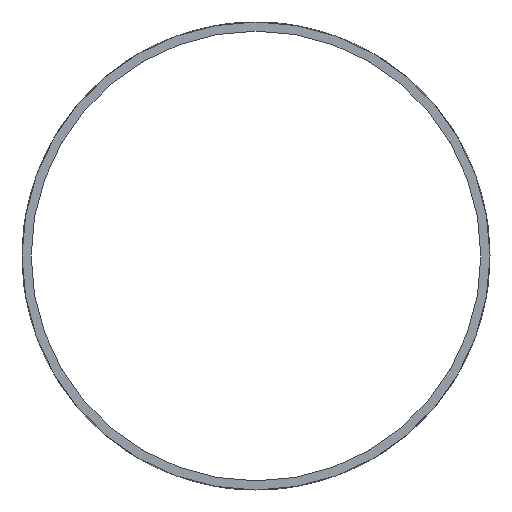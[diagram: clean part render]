
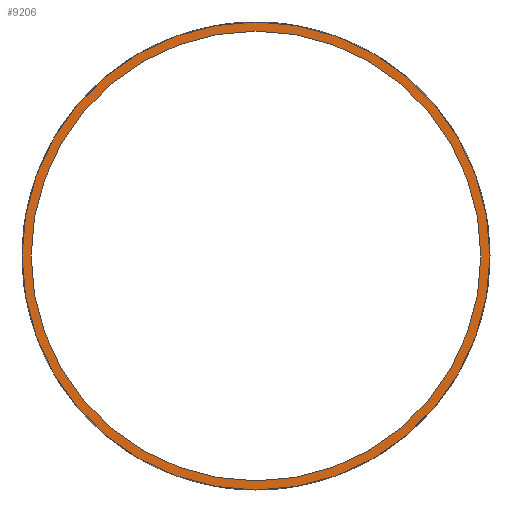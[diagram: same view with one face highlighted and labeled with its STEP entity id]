
A CAD part, left-side view. The second image highlights one B-rep face of the part: STEP entity #9206.
In plain terms, the highlighted planar face has unit normal (-1, 0, 0).
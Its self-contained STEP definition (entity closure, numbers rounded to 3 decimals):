
#473 = EDGE_CURVE ( 'NONE', #1266, #10551, #4825, .T. ) ;
#590 = CARTESIAN_POINT ( 'NONE',  ( -37., 0., 0. ) ) ;
#1169 = CARTESIAN_POINT ( 'NONE',  ( -37., 0., -36.875 ) ) ;
#1217 = CARTESIAN_POINT ( 'NONE',  ( -37., 0., 0. ) ) ;
#1266 = VERTEX_POINT ( 'NONE', #1169 ) ;
#1688 = DIRECTION ( 'NONE',  ( 0., 0., -1. ) ) ;
#1725 = EDGE_LOOP ( 'NONE', ( #15217, #4134 ) ) ;
#2098 = FACE_OUTER_BOUND ( 'NONE', #1725, .T. ) ;
#3344 = DIRECTION ( 'NONE',  ( 0., 0., -1. ) ) ;
#3575 = AXIS2_PLACEMENT_3D ( 'NONE', #590, #15551, #3344 ) ;
#3678 = AXIS2_PLACEMENT_3D ( 'NONE', #1217, #13597, #6479 ) ;
#4035 = CARTESIAN_POINT ( 'NONE',  ( -37., 0., 36.875 ) ) ;
#4042 = EDGE_CURVE ( 'NONE', #10685, #6078, #8136, .T. ) ;
#4099 = DIRECTION ( 'NONE',  ( 0., 0., -1. ) ) ;
#4134 = ORIENTED_EDGE ( 'NONE', *, *, #6269, .F. ) ;
#4323 = AXIS2_PLACEMENT_3D ( 'NONE', #8885, #8968, #7880 ) ;
#4671 = CARTESIAN_POINT ( 'NONE',  ( -37., 0., 38.375 ) ) ;
#4825 = CIRCLE ( 'NONE', #3678, 36.875 ) ;
#6078 = VERTEX_POINT ( 'NONE', #15868 ) ;
#6269 = EDGE_CURVE ( 'NONE', #6078, #10685, #16697, .T. ) ;
#6326 = AXIS2_PLACEMENT_3D ( 'NONE', #7136, #13982, #1688 ) ;
#6479 = DIRECTION ( 'NONE',  ( 0., 0., -1. ) ) ;
#7136 = CARTESIAN_POINT ( 'NONE',  ( -37., 0., 0. ) ) ;
#7880 = DIRECTION ( 'NONE',  ( 0., 0., -1. ) ) ;
#8136 = CIRCLE ( 'NONE', #3575, 38.375 ) ;
#8885 = CARTESIAN_POINT ( 'NONE',  ( -37., 0., 0. ) ) ;
#8968 = DIRECTION ( 'NONE',  ( 1., 0., 0. ) ) ;
#9206 = ADVANCED_FACE ( 'NONE', ( #16066, #2098 ), #17076, .F. ) ;
#9335 = ORIENTED_EDGE ( 'NONE', *, *, #13308, .T. ) ;
#10551 = VERTEX_POINT ( 'NONE', #4035 ) ;
#10685 = VERTEX_POINT ( 'NONE', #4671 ) ;
#10879 = CARTESIAN_POINT ( 'NONE',  ( -37., 0., 0. ) ) ;
#12347 = EDGE_LOOP ( 'NONE', ( #9335, #15113 ) ) ;
#13308 = EDGE_CURVE ( 'NONE', #10551, #1266, #14285, .T. ) ;
#13597 = DIRECTION ( 'NONE',  ( 1., 0., 0. ) ) ;
#13982 = DIRECTION ( 'NONE',  ( 1., 0., 0. ) ) ;
#14139 = AXIS2_PLACEMENT_3D ( 'NONE', #10879, #16311, #4099 ) ;
#14285 = CIRCLE ( 'NONE', #6326, 36.875 ) ;
#15113 = ORIENTED_EDGE ( 'NONE', *, *, #473, .T. ) ;
#15217 = ORIENTED_EDGE ( 'NONE', *, *, #4042, .F. ) ;
#15551 = DIRECTION ( 'NONE',  ( 1., 0., 0. ) ) ;
#15868 = CARTESIAN_POINT ( 'NONE',  ( -37., 0., -38.375 ) ) ;
#16066 = FACE_BOUND ( 'NONE', #12347, .T. ) ;
#16311 = DIRECTION ( 'NONE',  ( 1., 0., 0. ) ) ;
#16697 = CIRCLE ( 'NONE', #14139, 38.375 ) ;
#17076 = PLANE ( 'NONE',  #4323 ) ;
